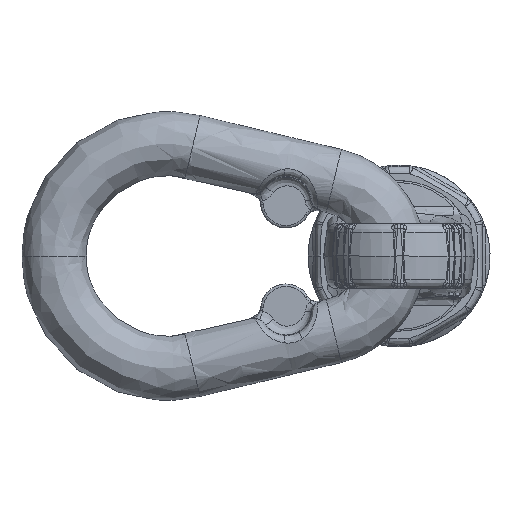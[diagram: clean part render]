
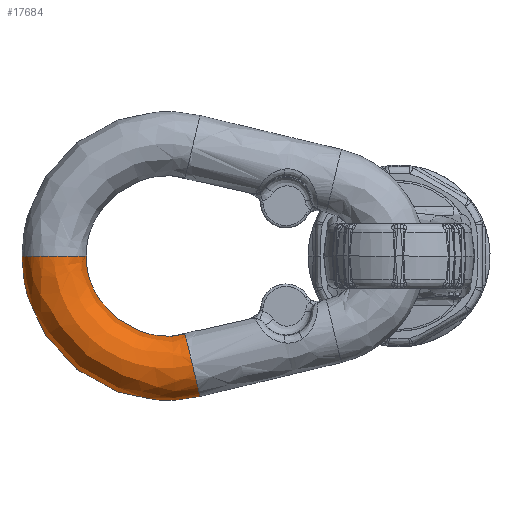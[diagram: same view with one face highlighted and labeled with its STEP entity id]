
A CAD part, left-side view. The second image highlights one B-rep face of the part: STEP entity #17684.
In plain terms, the highlighted free-form (B-spline) face has degree [3, 2] with [4, 7] control points.
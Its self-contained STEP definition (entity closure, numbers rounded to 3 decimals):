
#17579=CARTESIAN_POINT('V1979',(-36.17,
   41.478,-21.879));
#17580=VERTEX_POINT('V1979',#17579);
#17586=CARTESIAN_POINT('E773',(-36.17,
   41.478,-21.879));
#17587=CARTESIAN_POINT('E773',(-36.17,
   38.851,-32.826));
#17588=CARTESIAN_POINT('E773',(-26.42,
   40.164,-27.353));
#17589=CARTESIAN_POINT('E773',(-16.67,
   41.478,-21.879));
#17590=CARTESIAN_POINT('E773',(-26.42,
   42.791,-16.405));
#17591=CARTESIAN_POINT('E773',(-36.17,
   44.105,-10.931));
#17592=CARTESIAN_POINT('E773',(-36.17,
   41.478,-21.879));
#17600=(BOUNDED_CURVE()B_SPLINE_CURVE(2,(#17586,#17587,#17588,
   #17589,#17590,#17591,#17592),.CIRCULAR_ARC.,.T.,.U.)
   B_SPLINE_CURVE_WITH_KNOTS((3,2,2,3),(0.0,0.333,
   0.667,1.0),.UNSPECIFIED.)CURVE()
   GEOMETRIC_REPRESENTATION_ITEM()RATIONAL_B_SPLINE_CURVE((1.0,
   0.5,1.0,0.5,1.0,0.5,1.0)
   )REPRESENTATION_ITEM('E773'));
#17601=EDGE_CURVE('E773',#17580,#17580,#17600,.T.);
#17611=CARTESIAN_POINT('F318',(-36.17,
   69.228,0.));
#17612=CARTESIAN_POINT('F318',(-36.17,
   69.228,-15.788));
#17613=CARTESIAN_POINT('F318',(-36.17,
   56.83,-25.563));
#17614=CARTESIAN_POINT('F318',(-36.17,
   41.478,-21.879));
#17615=CARTESIAN_POINT('F318',(-36.17,
   57.969,0.));
#17616=CARTESIAN_POINT('F318',(-36.17,
   57.969,-7.888));
#17617=CARTESIAN_POINT('F318',(-36.17,
   51.775,-12.772));
#17618=CARTESIAN_POINT('F318',(-36.17,
   44.105,-10.931));
#17619=CARTESIAN_POINT('F318',(-26.42,
   63.599,0.));
#17620=CARTESIAN_POINT('F318',(-26.42,
   63.599,-11.838));
#17621=CARTESIAN_POINT('F318',(-26.42,
   54.302,-19.167));
#17622=CARTESIAN_POINT('F318',(-26.42,
   42.791,-16.405));
#17623=CARTESIAN_POINT('F318',(-16.67,
   69.228,0.));
#17624=CARTESIAN_POINT('F318',(-16.67,
   69.228,-15.788));
#17625=CARTESIAN_POINT('F318',(-16.67,
   56.83,-25.563));
#17626=CARTESIAN_POINT('F318',(-16.67,
   41.478,-21.879));
#17627=CARTESIAN_POINT('F318',(-26.42,
   74.857,0.));
#17628=CARTESIAN_POINT('F318',(-26.42,
   74.857,-19.738));
#17629=CARTESIAN_POINT('F318',(-26.42,
   59.357,-31.958));
#17630=CARTESIAN_POINT('F318',(-26.42,
   40.164,-27.353));
#17631=CARTESIAN_POINT('F318',(-36.17,
   80.486,0.));
#17632=CARTESIAN_POINT('F318',(-36.17,
   80.486,-23.688));
#17633=CARTESIAN_POINT('F318',(-36.17,
   61.885,-38.354));
#17634=CARTESIAN_POINT('F318',(-36.17,
   38.851,-32.826));
#17635=CARTESIAN_POINT('F318',(-36.17,
   69.228,0.));
#17636=CARTESIAN_POINT('F318',(-36.17,
   69.228,-15.788));
#17637=CARTESIAN_POINT('F318',(-36.17,
   56.83,-25.563));
#17638=CARTESIAN_POINT('F318',(-36.17,
   41.478,-21.879));
#17646=(BOUNDED_SURFACE()B_SPLINE_SURFACE(3,2,((#17611,#17615,
   #17619,#17623,#17627,#17631,#17635),(#17612,#17616,#17620,
   #17624,#17628,#17632,#17636),(#17613,#17617,#17621,#17625,
   #17629,#17633,#17637),(#17614,#17618,#17622,#17626,#17630,
   #17634,#17638)),.UNSPECIFIED.,.F.,.T.,.U.)
   B_SPLINE_SURFACE_WITH_KNOTS((4,4),(3,2,2,3),(0.0,1.0),(0.0,
   0.475,0.951,1.426),
   .UNSPECIFIED.)GEOMETRIC_REPRESENTATION_ITEM()
   RATIONAL_B_SPLINE_SURFACE(((1.0,0.5,1.0,
   0.5,1.0,0.5,1.0),(0.746,
   0.373,0.746,0.373,
   0.746,0.373,0.746),(
   0.746,0.373,0.746,
   0.373,0.746,0.373,
   0.746),(1.0,0.5,1.0,0.5,
   1.0,0.5,1.0)))REPRESENTATION_ITEM('F318')SURFACE()
   );
#17647=ORIENTED_EDGE('E773',*,*,#17601,.F.);
#17648=CARTESIAN_POINT('V1980',(-36.17,
   69.228,0.0));
#17649=VERTEX_POINT('V1980',#17648);
#17650=CARTESIAN_POINT('E774',(-36.17,
   41.478,-21.879));
#17651=CARTESIAN_POINT('E774',(-36.17,
   56.83,-25.563));
#17652=CARTESIAN_POINT('E774',(-36.17,
   69.228,-15.788));
#17653=CARTESIAN_POINT('E774',(-36.17,
   69.228,0.));
#17661=(BOUNDED_CURVE()B_SPLINE_CURVE(3,(#17650,#17651,#17652,
   #17653),.UNSPECIFIED.,.F.,.U.)CURVE()
   GEOMETRIC_REPRESENTATION_ITEM()QUASI_UNIFORM_CURVE()
   RATIONAL_B_SPLINE_CURVE((1.0,0.746,
   0.746,1.0))REPRESENTATION_ITEM('E774'));
#17662=EDGE_CURVE('E774',#17580,#17649,#17661,.T.);
#17663=ORIENTED_EDGE('E774',*,*,#17662,.T.);
#17664=CARTESIAN_POINT('E775',(-36.17,
   69.228,0.0));
#17665=CARTESIAN_POINT('E775',(-36.17,
   80.486,0.0));
#17666=CARTESIAN_POINT('E775',(-26.42,
   74.857,0.0));
#17667=CARTESIAN_POINT('E775',(-16.67,
   69.228,0.0));
#17668=CARTESIAN_POINT('E775',(-26.42,
   63.599,0.0));
#17669=CARTESIAN_POINT('E775',(-36.17,
   57.969,0.0));
#17670=CARTESIAN_POINT('E775',(-36.17,
   69.228,0.0));
#17678=(BOUNDED_CURVE()B_SPLINE_CURVE(2,(#17664,#17665,#17666,
   #17667,#17668,#17669,#17670),.CIRCULAR_ARC.,.T.,.U.)
   B_SPLINE_CURVE_WITH_KNOTS((3,2,2,3),(0.0,0.475,
   0.951,1.426),.UNSPECIFIED.)CURVE()
   GEOMETRIC_REPRESENTATION_ITEM()RATIONAL_B_SPLINE_CURVE((1.0,
   0.5,1.0,0.5,1.0,0.5,1.0)
   )REPRESENTATION_ITEM('E775'));
#17679=EDGE_CURVE('E775',#17649,#17649,#17678,.T.);
#17680=ORIENTED_EDGE('E775',*,*,#17679,.T.);
#17681=ORIENTED_EDGE('E774',*,*,#17662,.F.);
#17682=EDGE_LOOP('F318',(#17647,#17663,#17680,#17681));
#17683=FACE_OUTER_BOUND('F318',#17682,.T.);
#17684=ADVANCED_FACE('F318',(#17683),#17646,.T.);
